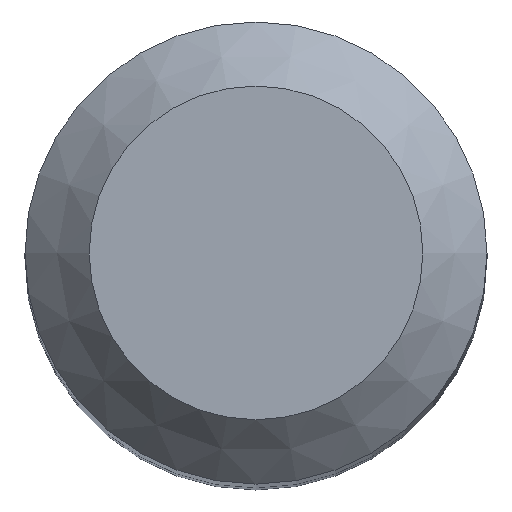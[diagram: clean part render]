
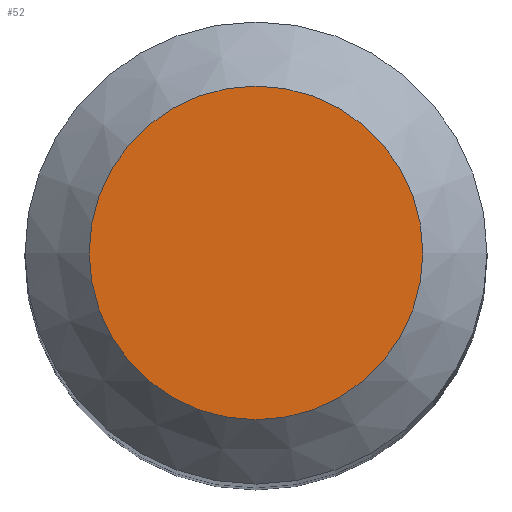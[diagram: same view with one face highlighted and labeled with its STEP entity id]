
A CAD part, top view. The second image highlights one B-rep face of the part: STEP entity #52.
In plain terms, the highlighted planar face has unit normal (0, 0, 1).
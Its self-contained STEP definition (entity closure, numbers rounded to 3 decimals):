
#45=PLANE('',#152);
#48=FACE_OUTER_BOUND('',#70,.T.);
#52=ADVANCED_FACE('',(#48),#45,.T.);
#70=EDGE_LOOP('',(#80));
#80=ORIENTED_EDGE('',*,*,#96,.F.);
#90=VERTEX_POINT('',#218);
#96=EDGE_CURVE('',#90,#90,#101,.T.);
#101=CIRCLE('',#151,5.055);
#151=AXIS2_PLACEMENT_3D('',#217,#174,#175);
#152=AXIS2_PLACEMENT_3D('',#219,#176,#177);
#174=DIRECTION('',(0.,0.,-1.));
#175=DIRECTION('',(-1.,0.,0.));
#176=DIRECTION('',(0.,0.,1.));
#177=DIRECTION('',(1.,0.,0.));
#217=CARTESIAN_POINT('',(0.,0.,0.));
#218=CARTESIAN_POINT('',(-5.055,0.,0.));
#219=CARTESIAN_POINT('',(-5.055,0.,0.));
